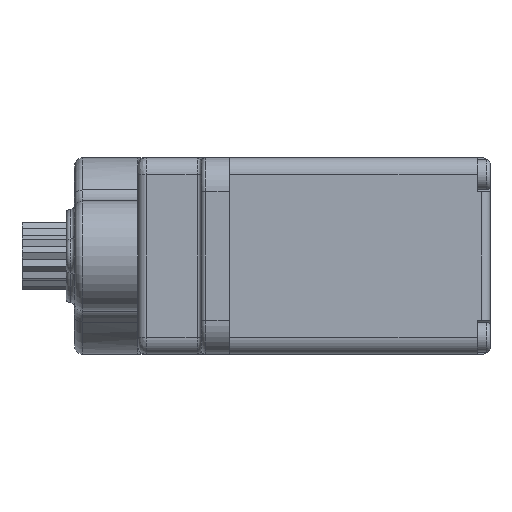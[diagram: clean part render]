
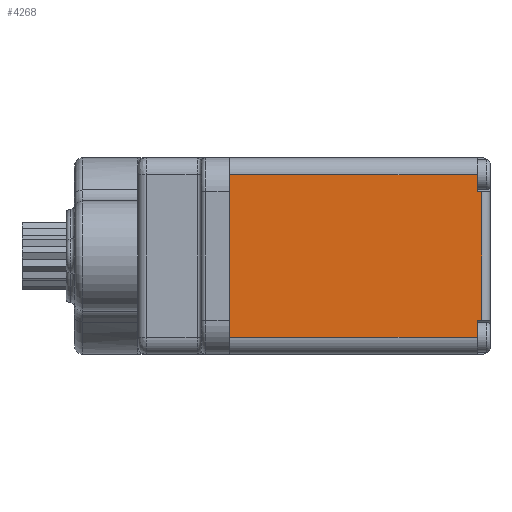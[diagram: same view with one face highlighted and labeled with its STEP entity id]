
A CAD part, left-side view. The second image highlights one B-rep face of the part: STEP entity #4268.
In plain terms, the highlighted planar face has unit normal (-1, 0, 0).
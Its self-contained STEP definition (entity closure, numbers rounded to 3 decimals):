
#253=FACE_OUTER_BOUND('',#502,.T.);
#502=EDGE_LOOP('',(#2983,#2984,#2985,#2986,#2987,#2988,#2989,#2990));
#762=LINE('',#6379,#1161);
#764=LINE('',#6385,#1163);
#830=LINE('',#6959,#1229);
#831=LINE('',#6961,#1230);
#832=LINE('',#6963,#1231);
#833=LINE('',#6964,#1232);
#834=LINE('',#6966,#1233);
#835=LINE('',#6967,#1234);
#1161=VECTOR('',#5041,1.);
#1163=VECTOR('',#5047,14.65);
#1229=VECTOR('',#5179,1.);
#1230=VECTOR('',#5180,0.25);
#1231=VECTOR('',#5181,7.6);
#1232=VECTOR('',#5182,0.25);
#1233=VECTOR('',#5183,9.6);
#1234=VECTOR('',#5184,14.65);
#1806=VERTEX_POINT('',#6376);
#1807=VERTEX_POINT('',#6378);
#1809=VERTEX_POINT('',#6384);
#1901=VERTEX_POINT('',#6957);
#1902=VERTEX_POINT('',#6958);
#1903=VERTEX_POINT('',#6960);
#1904=VERTEX_POINT('',#6962);
#1905=VERTEX_POINT('',#6965);
#2226=EDGE_CURVE('',#1806,#1807,#762,.T.);
#2229=EDGE_CURVE('',#1806,#1809,#764,.F.);
#2327=EDGE_CURVE('',#1901,#1902,#830,.T.);
#2328=EDGE_CURVE('',#1901,#1903,#831,.T.);
#2329=EDGE_CURVE('',#1903,#1904,#832,.T.);
#2330=EDGE_CURVE('',#1807,#1904,#833,.T.);
#2331=EDGE_CURVE('',#1809,#1905,#834,.T.);
#2332=EDGE_CURVE('',#1905,#1902,#835,.T.);
#2983=ORIENTED_EDGE('',*,*,#2327,.F.);
#2984=ORIENTED_EDGE('',*,*,#2328,.T.);
#2985=ORIENTED_EDGE('',*,*,#2329,.T.);
#2986=ORIENTED_EDGE('',*,*,#2330,.F.);
#2987=ORIENTED_EDGE('',*,*,#2226,.F.);
#2988=ORIENTED_EDGE('',*,*,#2229,.T.);
#2989=ORIENTED_EDGE('',*,*,#2331,.T.);
#2990=ORIENTED_EDGE('',*,*,#2332,.T.);
#4145=PLANE('',#4568);
#4268=ADVANCED_FACE('',(#253),#4145,.F.);
#4568=AXIS2_PLACEMENT_3D('',#6956,#5177,#5178);
#5041=DIRECTION('',(0.,0.,-1.));
#5047=DIRECTION('',(0.,-1.,0.));
#5177=DIRECTION('center_axis',(1.,0.,0.));
#5178=DIRECTION('ref_axis',(0.,0.,-1.));
#5179=DIRECTION('',(0.,0.,-1.));
#5180=DIRECTION('',(0.,-1.,0.));
#5181=DIRECTION('',(0.,0.,1.));
#5182=DIRECTION('',(0.,-1.,0.));
#5183=DIRECTION('',(0.,0.,-1.));
#5184=DIRECTION('',(0.,-1.,0.));
#6376=CARTESIAN_POINT('',(-11.8,0.75,4.8));
#6378=CARTESIAN_POINT('',(-11.8,0.75,3.8));
#6379=CARTESIAN_POINT('',(-11.8,0.75,4.8));
#6384=CARTESIAN_POINT('',(-11.8,15.4,4.8));
#6385=CARTESIAN_POINT('',(-11.8,15.4,4.8));
#6956=CARTESIAN_POINT('Origin',(-11.8,20.8,5.8));
#6957=CARTESIAN_POINT('',(-11.8,0.75,-3.8));
#6958=CARTESIAN_POINT('',(-11.8,0.75,-4.8));
#6959=CARTESIAN_POINT('',(-11.8,0.75,-3.8));
#6960=CARTESIAN_POINT('',(-11.8,0.5,-3.8));
#6961=CARTESIAN_POINT('',(-11.8,0.75,-3.8));
#6962=CARTESIAN_POINT('',(-11.8,0.5,3.8));
#6963=CARTESIAN_POINT('',(-11.8,0.5,-3.8));
#6964=CARTESIAN_POINT('',(-11.8,0.75,3.8));
#6965=CARTESIAN_POINT('',(-11.8,15.4,-4.8));
#6966=CARTESIAN_POINT('',(-11.8,15.4,4.8));
#6967=CARTESIAN_POINT('',(-11.8,15.4,-4.8));
